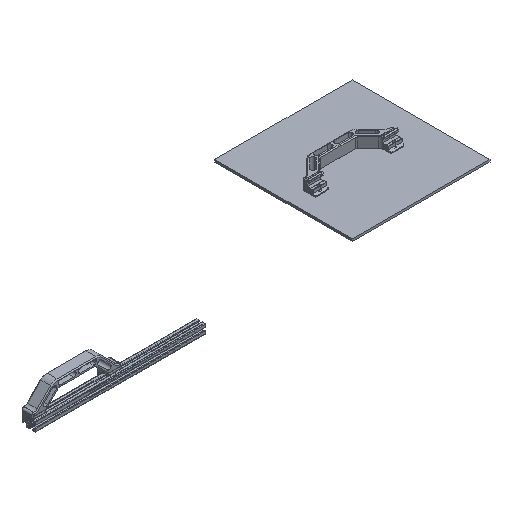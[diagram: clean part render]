
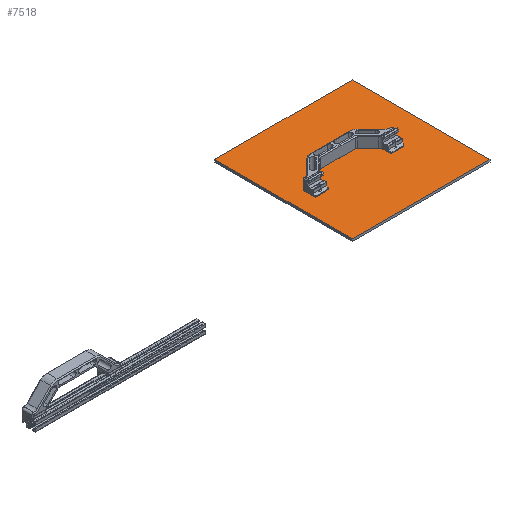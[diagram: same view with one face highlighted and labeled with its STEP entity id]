
A CAD part, isometric view. The second image highlights one B-rep face of the part: STEP entity #7518.
In plain terms, the highlighted planar face has unit normal (0, 0, 1).
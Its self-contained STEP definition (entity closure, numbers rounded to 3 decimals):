
#829=FACE_OUTER_BOUND('',#1264,.T.);
#1264=EDGE_LOOP('',(#6129,#6130,#6131,#6132));
#1921=LINE('',#12118,#2702);
#1925=LINE('',#12126,#2706);
#1928=LINE('',#12132,#2709);
#1931=LINE('',#12137,#2712);
#2702=VECTOR('',#9680,10.);
#2706=VECTOR('',#9686,10.);
#2709=VECTOR('',#9691,10.);
#2712=VECTOR('',#9696,10.);
#3424=VERTEX_POINT('',#12116);
#3425=VERTEX_POINT('',#12117);
#3428=VERTEX_POINT('',#12125);
#3430=VERTEX_POINT('',#12131);
#4359=EDGE_CURVE('',#3424,#3425,#1921,.T.);
#4363=EDGE_CURVE('',#3428,#3424,#1925,.T.);
#4366=EDGE_CURVE('',#3430,#3428,#1928,.T.);
#4369=EDGE_CURVE('',#3425,#3430,#1931,.T.);
#6129=ORIENTED_EDGE('',*,*,#4369,.F.);
#6130=ORIENTED_EDGE('',*,*,#4359,.F.);
#6131=ORIENTED_EDGE('',*,*,#4363,.F.);
#6132=ORIENTED_EDGE('',*,*,#4366,.F.);
#7185=PLANE('',#8124);
#7518=ADVANCED_FACE('',(#829),#7185,.T.);
#8124=AXIS2_PLACEMENT_3D('',#12139,#9698,#9699);
#9680=DIRECTION('',(0.,-1.,0.));
#9686=DIRECTION('',(1.,0.,0.));
#9691=DIRECTION('',(0.,1.,0.));
#9696=DIRECTION('',(-1.,0.,0.));
#9698=DIRECTION('center_axis',(0.,0.,1.));
#9699=DIRECTION('ref_axis',(1.,0.,0.));
#12116=CARTESIAN_POINT('',(1000.,300.,0.));
#12117=CARTESIAN_POINT('',(1000.,0.,0.));
#12118=CARTESIAN_POINT('',(1000.,300.,0.));
#12125=CARTESIAN_POINT('',(700.,300.,0.));
#12126=CARTESIAN_POINT('',(700.,300.,0.));
#12131=CARTESIAN_POINT('',(700.,0.,0.));
#12132=CARTESIAN_POINT('',(700.,0.,0.));
#12137=CARTESIAN_POINT('',(1000.,0.,0.));
#12139=CARTESIAN_POINT('Origin',(850.,150.,0.));
